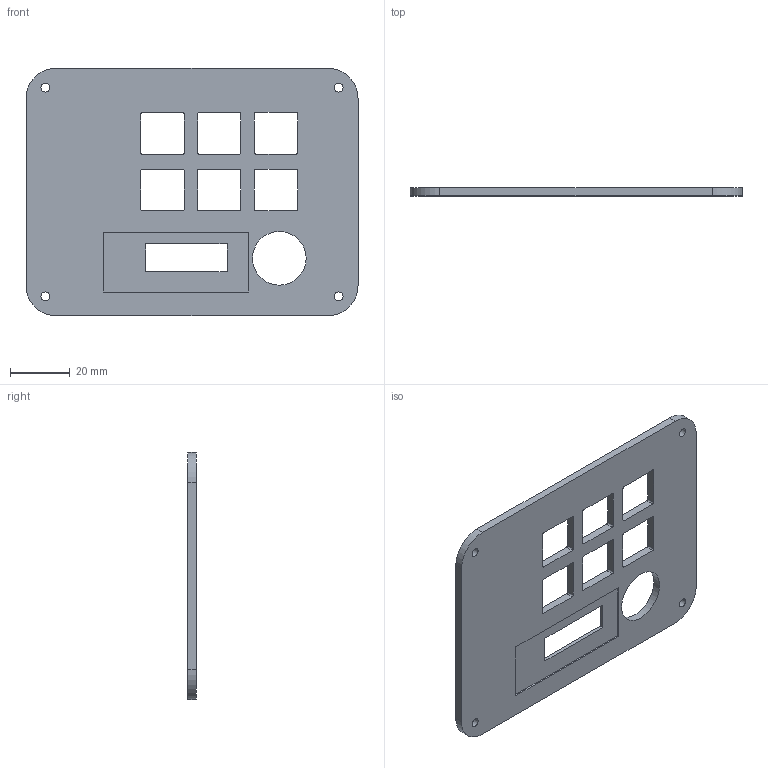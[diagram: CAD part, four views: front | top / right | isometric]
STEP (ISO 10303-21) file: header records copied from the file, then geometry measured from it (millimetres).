
FILE_DESCRIPTION(/* description */ (''),/* implementation_level */ '2;1');
FILE_NAME(/* name */ 'Middle.stp',/* time_stamp */ '2026-02-18T10:23:16-08:00',/* author */ ('bh'),/* organization */ (''),/* preprocessor_version */ 'ST-DEVELOPER v20.1',/* originating_system */ 'Autodesk Inventor 2026',/* authorisation */ '');
FILE_SCHEMA (('AUTOMOTIVE_DESIGN { 1 0 10303 214 3 1 1 }'));
Length unit declared in the file: millimetre
Products named in the file (1): Middle
Bounding box: 111.4 x 2.7 x 82.9 mm (x, y, z)
Volume: 19573.2 mm3; surface area: 17146.7 mm2
Topology: 1 solids, 1 shells, 76 faces, 215 edges, 142 vertices
Faces by surface type: plane 43, cylinder 33
Full cylindrical faces by diameter (mm): 2.9 x4, 18 x1
Entity records: 2649 total; most frequent: DIRECTION 435, CARTESIAN_POINT 434, ORIENTED_EDGE 430, EDGE_CURVE 215, LINE 149, VECTOR 149, AXIS2_PLACEMENT_3D 143, VERTEX_POINT 142
